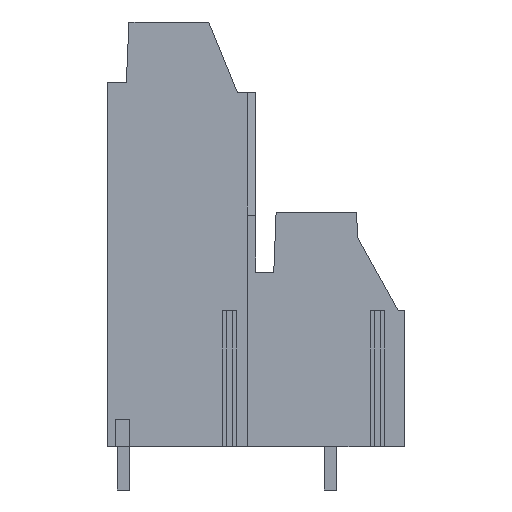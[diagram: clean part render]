
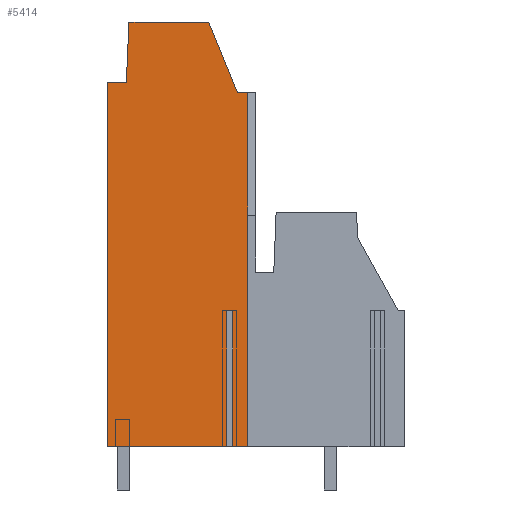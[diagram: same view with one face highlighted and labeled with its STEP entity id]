
A CAD part, left-side view. The second image highlights one B-rep face of the part: STEP entity #5414.
In plain terms, the highlighted planar face has unit normal (-1, 0, 0).
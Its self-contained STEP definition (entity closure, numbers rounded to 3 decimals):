
#5339=AXIS2_PLACEMENT_3D('Plane Axis2P3D',#5336,#5337,#5338) ;
#932=CARTESIAN_POINT('Vertex',(0.,21.94,3.2)) ;
#1124=CARTESIAN_POINT('Vertex',(0.,11.574,3.2)) ;
#1127=CARTESIAN_POINT('Line Origine',(0.,12.12,3.2)) ;
#1131=CARTESIAN_POINT('Vertex',(0.,12.665,3.2)) ;
#1180=CARTESIAN_POINT('Vertex',(0.,13.115,3.2)) ;
#1183=CARTESIAN_POINT('Line Origine',(0.,17.528,3.2)) ;
#1560=CARTESIAN_POINT('Vertex',(0.,11.574,29.26)) ;
#1563=CARTESIAN_POINT('Line Origine',(0.,11.574,16.23)) ;
#5336=CARTESIAN_POINT('Axis2P3D Location',(0.,11.,17.2)) ;
#5341=CARTESIAN_POINT('Line Origine',(0.,21.94,16.625)) ;
#5345=CARTESIAN_POINT('Vertex',(0.,21.94,30.05)) ;
#5348=CARTESIAN_POINT('Line Origine',(0.,13.115,8.2)) ;
#5352=CARTESIAN_POINT('Vertex',(0.,13.115,13.2)) ;
#5355=CARTESIAN_POINT('Line Origine',(0.,12.89,13.2)) ;
#5359=CARTESIAN_POINT('Vertex',(0.,12.665,13.2)) ;
#5362=CARTESIAN_POINT('Line Origine',(0.,12.665,8.2)) ;
#5367=CARTESIAN_POINT('Line Origine',(0.,11.956,29.26)) ;
#5371=CARTESIAN_POINT('Vertex',(0.,12.337,29.26)) ;
#5374=CARTESIAN_POINT('Line Origine',(0.,13.393,31.865)) ;
#5378=CARTESIAN_POINT('Vertex',(0.,14.449,34.47)) ;
#5381=CARTESIAN_POINT('Line Origine',(0.,17.389,34.47)) ;
#5385=CARTESIAN_POINT('Vertex',(0.,20.328,34.47)) ;
#5388=CARTESIAN_POINT('Line Origine',(0.,20.424,32.26)) ;
#5392=CARTESIAN_POINT('Vertex',(0.,20.521,30.05)) ;
#5395=CARTESIAN_POINT('Line Origine',(0.,21.23,30.05)) ;
#1128=DIRECTION('Vector Direction',(0.,1.,0.)) ;
#1184=DIRECTION('Vector Direction',(0.,1.,0.)) ;
#1564=DIRECTION('Vector Direction',(0.,0.,1.)) ;
#5337=DIRECTION('Axis2P3D Direction',(1.,0.,0.)) ;
#5338=DIRECTION('Axis2P3D XDirection',(0.,1.,0.)) ;
#5342=DIRECTION('Vector Direction',(0.,0.,-1.)) ;
#5349=DIRECTION('Vector Direction',(0.,0.,1.)) ;
#5356=DIRECTION('Vector Direction',(0.,1.,0.)) ;
#5363=DIRECTION('Vector Direction',(0.,0.,1.)) ;
#5368=DIRECTION('Vector Direction',(0.,1.,0.)) ;
#5375=DIRECTION('Vector Direction',(0.,0.376,0.927)) ;
#5382=DIRECTION('Vector Direction',(0.,1.,0.)) ;
#5389=DIRECTION('Vector Direction',(0.,-0.044,0.999)) ;
#5396=DIRECTION('Vector Direction',(0.,1.,0.)) ;
#1129=VECTOR('Line Direction',#1128,1.) ;
#1185=VECTOR('Line Direction',#1184,1.) ;
#1565=VECTOR('Line Direction',#1564,1.) ;
#5343=VECTOR('Line Direction',#5342,1.) ;
#5350=VECTOR('Line Direction',#5349,1.) ;
#5357=VECTOR('Line Direction',#5356,1.) ;
#5364=VECTOR('Line Direction',#5363,1.) ;
#5369=VECTOR('Line Direction',#5368,1.) ;
#5376=VECTOR('Line Direction',#5375,1.) ;
#5383=VECTOR('Line Direction',#5382,1.) ;
#5390=VECTOR('Line Direction',#5389,1.) ;
#5397=VECTOR('Line Direction',#5396,1.) ;
#5401=ORIENTED_EDGE('',*,*,#5347,.T.) ;
#5402=ORIENTED_EDGE('',*,*,#1187,.F.) ;
#5403=ORIENTED_EDGE('',*,*,#5354,.T.) ;
#5404=ORIENTED_EDGE('',*,*,#5361,.F.) ;
#5405=ORIENTED_EDGE('',*,*,#5366,.F.) ;
#5406=ORIENTED_EDGE('',*,*,#1133,.F.) ;
#5407=ORIENTED_EDGE('',*,*,#1567,.T.) ;
#5408=ORIENTED_EDGE('',*,*,#5373,.T.) ;
#5409=ORIENTED_EDGE('',*,*,#5380,.T.) ;
#5410=ORIENTED_EDGE('',*,*,#5387,.T.) ;
#5411=ORIENTED_EDGE('',*,*,#5394,.F.) ;
#5412=ORIENTED_EDGE('',*,*,#5399,.T.) ;
#5414=ADVANCED_FACE('housing',(#5413),#5340,.F.) ;
#1133=EDGE_CURVE('',#1125,#1132,#1130,.T.) ;
#1187=EDGE_CURVE('',#1181,#933,#1186,.T.) ;
#1567=EDGE_CURVE('',#1125,#1561,#1566,.T.) ;
#5347=EDGE_CURVE('',#5346,#933,#5344,.T.) ;
#5354=EDGE_CURVE('',#1181,#5353,#5351,.T.) ;
#5361=EDGE_CURVE('',#5360,#5353,#5358,.T.) ;
#5366=EDGE_CURVE('',#1132,#5360,#5365,.T.) ;
#5373=EDGE_CURVE('',#1561,#5372,#5370,.T.) ;
#5380=EDGE_CURVE('',#5372,#5379,#5377,.T.) ;
#5387=EDGE_CURVE('',#5379,#5386,#5384,.T.) ;
#5394=EDGE_CURVE('',#5393,#5386,#5391,.T.) ;
#5399=EDGE_CURVE('',#5393,#5346,#5398,.T.) ;
#5400=EDGE_LOOP('',(#5401,#5402,#5403,#5404,#5405,#5406,#5407,#5408,#5409,#5410,#5411,#5412)) ;
#5413=FACE_OUTER_BOUND('',#5400,.T.) ;
#1130=LINE('Line',#1127,#1129) ;
#1186=LINE('Line',#1183,#1185) ;
#1566=LINE('Line',#1563,#1565) ;
#5344=LINE('Line',#5341,#5343) ;
#5351=LINE('Line',#5348,#5350) ;
#5358=LINE('Line',#5355,#5357) ;
#5365=LINE('Line',#5362,#5364) ;
#5370=LINE('Line',#5367,#5369) ;
#5377=LINE('Line',#5374,#5376) ;
#5384=LINE('Line',#5381,#5383) ;
#5391=LINE('Line',#5388,#5390) ;
#5398=LINE('Line',#5395,#5397) ;
#5340=PLANE('',#5339) ;
#933=VERTEX_POINT('',#932) ;
#1125=VERTEX_POINT('',#1124) ;
#1132=VERTEX_POINT('',#1131) ;
#1181=VERTEX_POINT('',#1180) ;
#1561=VERTEX_POINT('',#1560) ;
#5346=VERTEX_POINT('',#5345) ;
#5353=VERTEX_POINT('',#5352) ;
#5360=VERTEX_POINT('',#5359) ;
#5372=VERTEX_POINT('',#5371) ;
#5379=VERTEX_POINT('',#5378) ;
#5386=VERTEX_POINT('',#5385) ;
#5393=VERTEX_POINT('',#5392) ;
